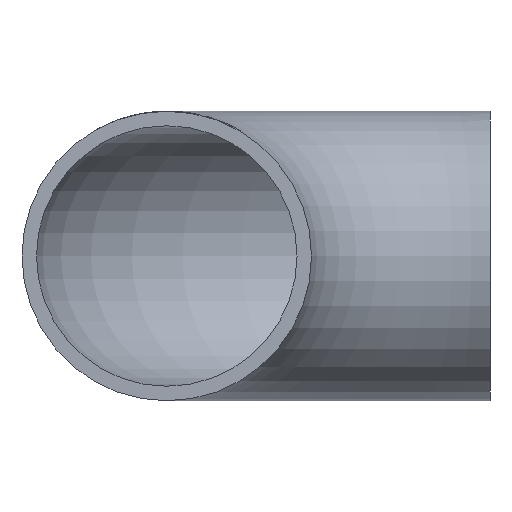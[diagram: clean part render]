
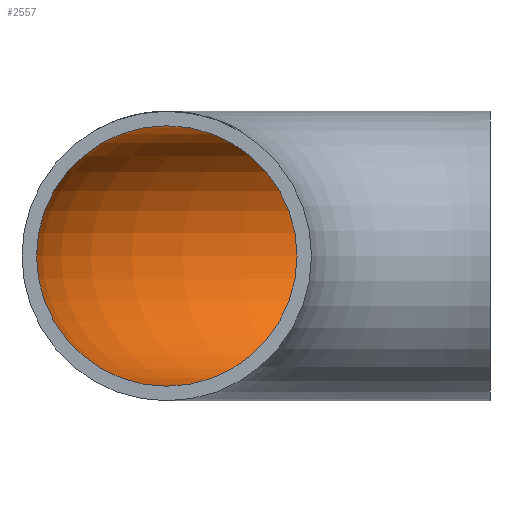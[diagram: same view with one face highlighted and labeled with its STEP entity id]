
A CAD part, front view. The second image highlights one B-rep face of the part: STEP entity #2557.
In plain terms, the highlighted toroidal (fillet/blend) face has major radius 33.5 mm and minor radius 13.5 mm.
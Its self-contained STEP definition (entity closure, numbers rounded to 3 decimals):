
#638 = DIRECTION ( 'NONE',  ( 0., 0., 1. ) ) ;
#696 = VERTEX_POINT ( 'NONE', #6984 ) ;
#717 = TOROIDAL_SURFACE ( 'NONE', #3428, 33.5, 13.5 ) ;
#934 = DIRECTION ( 'NONE',  ( 1., 0., 0. ) ) ;
#1347 = DIRECTION ( 'NONE',  ( 0., 0., -1. ) ) ;
#1594 = CARTESIAN_POINT ( 'NONE',  ( 0., 33.5, 0. ) ) ;
#1983 = AXIS2_PLACEMENT_3D ( 'NONE', #1594, #934, #2905 ) ;
#2016 = DIRECTION ( 'NONE',  ( -1., 0., 0. ) ) ;
#2290 = CIRCLE ( 'NONE', #1983, 13.5 ) ;
#2557 = ADVANCED_FACE ( 'NONE', ( #8581, #8782 ), #717, .F. ) ;
#2600 = CIRCLE ( 'NONE', #3773, 13.5 ) ;
#2905 = DIRECTION ( 'NONE',  ( 0., 1., 0. ) ) ;
#3359 = CARTESIAN_POINT ( 'NONE',  ( -33.5, 0., 0. ) ) ;
#3415 = CARTESIAN_POINT ( 'NONE',  ( 0., 0., 0. ) ) ;
#3428 = AXIS2_PLACEMENT_3D ( 'NONE', #3415, #1347, #2016 ) ;
#3718 = ORIENTED_EDGE ( 'NONE', *, *, #5058, .F. ) ;
#3773 = AXIS2_PLACEMENT_3D ( 'NONE', #3359, #5464, #638 ) ;
#4998 = VERTEX_POINT ( 'NONE', #6352 ) ;
#5058 = EDGE_CURVE ( 'NONE', #4998, #4998, #2600, .T. ) ;
#5464 = DIRECTION ( 'NONE',  ( 0., 1., 0. ) ) ;
#5563 = EDGE_LOOP ( 'NONE', ( #3718 ) ) ;
#6352 = CARTESIAN_POINT ( 'NONE',  ( -33.5, 0., 13.5 ) ) ;
#6882 = EDGE_CURVE ( 'NONE', #696, #696, #2290, .T. ) ;
#6984 = CARTESIAN_POINT ( 'NONE',  ( 0., 47., 0. ) ) ;
#8028 = EDGE_LOOP ( 'NONE', ( #8341 ) ) ;
#8341 = ORIENTED_EDGE ( 'NONE', *, *, #6882, .T. ) ;
#8581 = FACE_OUTER_BOUND ( 'NONE', #8028, .T. ) ;
#8782 = FACE_OUTER_BOUND ( 'NONE', #5563, .T. ) ;
